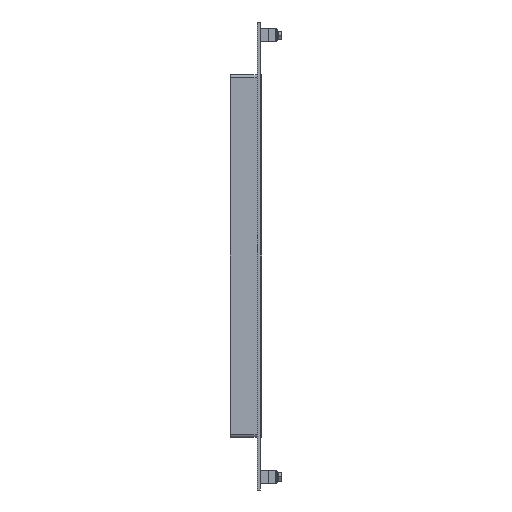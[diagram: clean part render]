
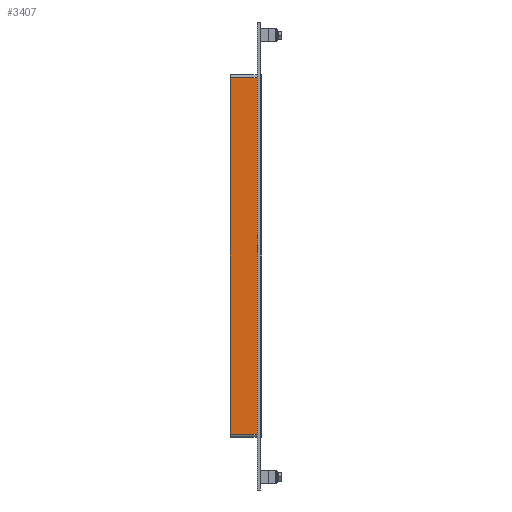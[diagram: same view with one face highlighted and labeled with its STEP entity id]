
A CAD part, left-side view. The second image highlights one B-rep face of the part: STEP entity #3407.
In plain terms, the highlighted planar face has unit normal (-1, 0, 0).
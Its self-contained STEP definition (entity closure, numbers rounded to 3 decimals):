
#1405=CARTESIAN_POINT('',(-327.25,57.0,-339.));
#1406=VERTEX_POINT('',#1405);
#1416=CARTESIAN_POINT('',(-327.25,57.0,339.0));
#1417=VERTEX_POINT('',#1416);
#1418=CARTESIAN_POINT('',(-327.25,57.0,-339.));
#1419=DIRECTION('',(0.0,0.0,1.0));
#1420=VECTOR('',#1419,678.0);
#1421=LINE('',#1418,#1420);
#1422=EDGE_CURVE('',#1406,#1417,#1421,.T.);
#2907=CARTESIAN_POINT('',(-327.25,6.,339.));
#2908=VERTEX_POINT('',#2907);
#2918=CARTESIAN_POINT('',(-327.25,6.,-339.));
#2919=VERTEX_POINT('',#2918);
#2920=CARTESIAN_POINT('',(-327.25,6.,-339.));
#2921=DIRECTION('',(0.0,0.0,1.0));
#2922=VECTOR('',#2921,678.0);
#2923=LINE('',#2920,#2922);
#2924=EDGE_CURVE('',#2919,#2908,#2923,.T.);
#3346=CARTESIAN_POINT('',(-327.25,6.,-339.));
#3347=DIRECTION('',(0.0,1.0,0.0));
#3348=VECTOR('',#3347,51.0);
#3349=LINE('',#3346,#3348);
#3350=EDGE_CURVE('',#2919,#1406,#3349,.T.);
#3391=CARTESIAN_POINT('',(-327.25,0.0,-345.));
#3392=DIRECTION('',(-1.0,0.0,0.0));
#3393=DIRECTION('',(0.0,0.0,1.0));
#3394=AXIS2_PLACEMENT_3D('',#3391,#3392,#3393);
#3395=PLANE('',#3394);
#3396=ORIENTED_EDGE('',*,*,#2924,.T.);
#3397=CARTESIAN_POINT('',(-327.25,57.0,339.));
#3398=DIRECTION('',(0.0,-1.0,0.0));
#3399=VECTOR('',#3398,51.0);
#3400=LINE('',#3397,#3399);
#3401=EDGE_CURVE('',#1417,#2908,#3400,.T.);
#3402=ORIENTED_EDGE('',*,*,#3401,.F.);
#3403=ORIENTED_EDGE('',*,*,#1422,.F.);
#3404=ORIENTED_EDGE('',*,*,#3350,.F.);
#3405=EDGE_LOOP('',(#3396,#3402,#3403,#3404));
#3406=FACE_OUTER_BOUND('',#3405,.T.);
#3407=ADVANCED_FACE('',(#3406),#3395,.T.);
